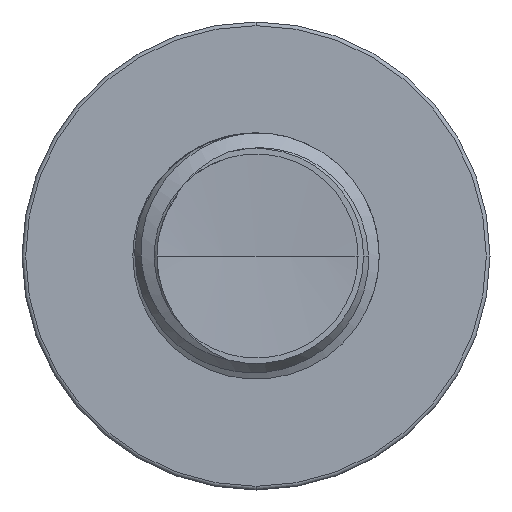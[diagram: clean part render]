
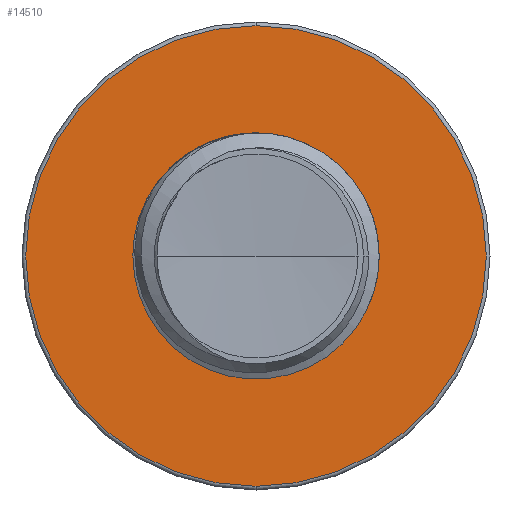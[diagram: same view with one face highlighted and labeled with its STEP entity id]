
A CAD part, front view. The second image highlights one B-rep face of the part: STEP entity #14510.
In plain terms, the highlighted planar face has unit normal (0, -1, 0).
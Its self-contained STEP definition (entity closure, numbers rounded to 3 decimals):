
#67 = DIRECTION ( 'NONE',  ( 0., 0., -1. ) ) ;
#487 = DIRECTION ( 'NONE',  ( 0., -1., 0. ) ) ;
#1405 = CIRCLE ( 'NONE', #4627, 4.675 ) ;
#1567 = EDGE_LOOP ( 'NONE', ( #9278, #9551 ) ) ;
#1651 = AXIS2_PLACEMENT_3D ( 'NONE', #6208, #16859, #7691 ) ;
#2264 = CARTESIAN_POINT ( 'NONE',  ( 0., 6., -4.675 ) ) ;
#2351 = CARTESIAN_POINT ( 'NONE',  ( 0., 6., 0. ) ) ;
#2451 = VERTEX_POINT ( 'NONE', #5229 ) ;
#3332 = EDGE_CURVE ( 'NONE', #3698, #8908, #1405, .T. ) ;
#3698 = VERTEX_POINT ( 'NONE', #8413 ) ;
#3723 = CARTESIAN_POINT ( 'NONE',  ( 0., 6., -2.438 ) ) ;
#3947 = DIRECTION ( 'NONE',  ( 0., 0., -1. ) ) ;
#4627 = AXIS2_PLACEMENT_3D ( 'NONE', #14921, #14907, #14903 ) ;
#5229 = CARTESIAN_POINT ( 'NONE',  ( 0., 6., 2.438 ) ) ;
#6208 = CARTESIAN_POINT ( 'NONE',  ( 0., 6., 0. ) ) ;
#7283 = VERTEX_POINT ( 'NONE', #3723 ) ;
#7649 = PLANE ( 'NONE',  #18741 ) ;
#7691 = DIRECTION ( 'NONE',  ( 0., 0., -1. ) ) ;
#8300 = FACE_OUTER_BOUND ( 'NONE', #19128, .T. ) ;
#8413 = CARTESIAN_POINT ( 'NONE',  ( 0., 6., 4.675 ) ) ;
#8768 = CIRCLE ( 'NONE', #9444, 2.438 ) ;
#8908 = VERTEX_POINT ( 'NONE', #2264 ) ;
#9269 = DIRECTION ( 'NONE',  ( 0., -1., 0. ) ) ;
#9278 = ORIENTED_EDGE ( 'NONE', *, *, #11176, .F. ) ;
#9444 = AXIS2_PLACEMENT_3D ( 'NONE', #2351, #13147, #3947 ) ;
#9551 = ORIENTED_EDGE ( 'NONE', *, *, #13807, .F. ) ;
#9668 = CARTESIAN_POINT ( 'NONE',  ( 0., 6., 0. ) ) ;
#9976 = ORIENTED_EDGE ( 'NONE', *, *, #3332, .T. ) ;
#10300 = ORIENTED_EDGE ( 'NONE', *, *, #15367, .T. ) ;
#11176 = EDGE_CURVE ( 'NONE', #7283, #2451, #8768, .T. ) ;
#11287 = DIRECTION ( 'NONE',  ( 0., 0., -1. ) ) ;
#12685 = CIRCLE ( 'NONE', #1651, 4.675 ) ;
#13147 = DIRECTION ( 'NONE',  ( 0., -1., 0. ) ) ;
#13179 = AXIS2_PLACEMENT_3D ( 'NONE', #9668, #487, #11287 ) ;
#13807 = EDGE_CURVE ( 'NONE', #2451, #7283, #14129, .T. ) ;
#14129 = CIRCLE ( 'NONE', #13179, 2.438 ) ;
#14510 = ADVANCED_FACE ( 'NONE', ( #8300, #16014 ), #7649, .T. ) ;
#14903 = DIRECTION ( 'NONE',  ( 0., 0., -1. ) ) ;
#14907 = DIRECTION ( 'NONE',  ( 0., -1., 0. ) ) ;
#14921 = CARTESIAN_POINT ( 'NONE',  ( 0., 6., 0. ) ) ;
#15367 = EDGE_CURVE ( 'NONE', #8908, #3698, #12685, .T. ) ;
#15472 = CARTESIAN_POINT ( 'NONE',  ( 0., 6., 2.438 ) ) ;
#16014 = FACE_BOUND ( 'NONE', #1567, .T. ) ;
#16859 = DIRECTION ( 'NONE',  ( 0., -1., 0. ) ) ;
#18741 = AXIS2_PLACEMENT_3D ( 'NONE', #15472, #9269, #67 ) ;
#19128 = EDGE_LOOP ( 'NONE', ( #10300, #9976 ) ) ;
